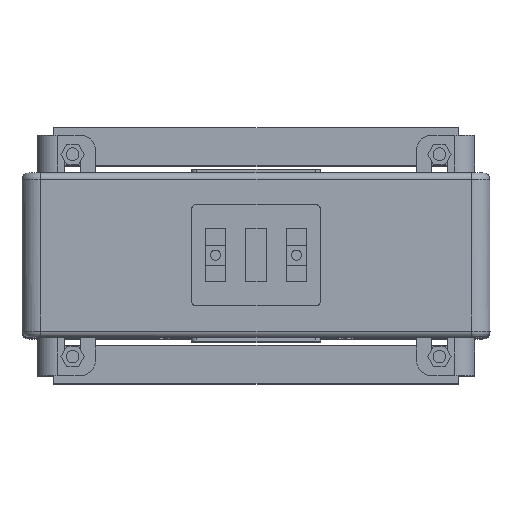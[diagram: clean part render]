
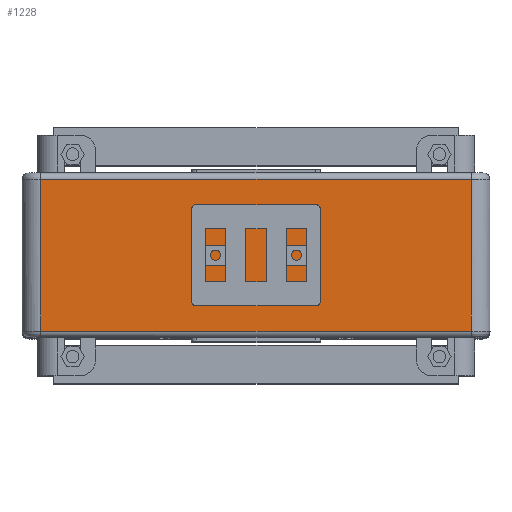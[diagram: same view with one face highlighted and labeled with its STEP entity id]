
A CAD part, top view. The second image highlights one B-rep face of the part: STEP entity #1228.
In plain terms, the highlighted planar face has unit normal (0, 0, 1).
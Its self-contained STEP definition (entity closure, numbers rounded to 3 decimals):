
#1017=B_SPLINE_CURVE_WITH_KNOTS('',3,(#16468,#16469,#16470,#16471),
 .UNSPECIFIED.,.F.,.F.,(4,4),(0.,1.),.UNSPECIFIED.);
#1020=B_SPLINE_CURVE_WITH_KNOTS('',3,(#16521,#16522,#16523,#16524),
 .UNSPECIFIED.,.F.,.F.,(4,4),(0.,1.),.UNSPECIFIED.);
#1021=B_SPLINE_CURVE_WITH_KNOTS('',3,(#16542,#16543,#16544,#16545),
 .UNSPECIFIED.,.F.,.F.,(4,4),(0.,1.),.UNSPECIFIED.);
#1025=B_SPLINE_CURVE_WITH_KNOTS('',3,(#16700,#16701,#16702,#16703),
 .UNSPECIFIED.,.F.,.F.,(4,4),(0.,1.),.UNSPECIFIED.);
#1228=ADVANCED_FACE('',(#2343),#1862,.T.);
#1862=PLANE('',#12257);
#2343=FACE_OUTER_BOUND('',#2939,.T.);
#2939=EDGE_LOOP('',(#3794,#3795,#3796,#3797));
#3794=ORIENTED_EDGE('',*,*,#8095,.T.);
#3795=ORIENTED_EDGE('',*,*,#8098,.F.);
#3796=ORIENTED_EDGE('',*,*,#8089,.F.);
#3797=ORIENTED_EDGE('',*,*,#8106,.F.);
#6981=VERTEX_POINT('',#16472);
#6982=VERTEX_POINT('',#16473);
#6987=VERTEX_POINT('',#16520);
#6988=VERTEX_POINT('',#16525);
#8089=EDGE_CURVE('',#6981,#6982,#1017,.T.);
#8095=EDGE_CURVE('',#6988,#6987,#1020,.T.);
#8098=EDGE_CURVE('',#6982,#6987,#1021,.T.);
#8106=EDGE_CURVE('',#6988,#6981,#1025,.T.);
#12257=AXIS2_PLACEMENT_3D('',#16704,#13081,#13082);
#13081=DIRECTION('',(0.,0.,1.));
#13082=DIRECTION('',(-1.,0.,0.));
#16468=CARTESIAN_POINT('',(177.5,62.5,368.));
#16469=CARTESIAN_POINT('',(177.5,42.5,368.));
#16470=CARTESIAN_POINT('',(177.5,22.5,368.));
#16471=CARTESIAN_POINT('',(177.5,2.5,368.));
#16472=CARTESIAN_POINT('',(177.5,62.5,368.));
#16473=CARTESIAN_POINT('',(177.5,2.5,368.));
#16520=CARTESIAN_POINT('',(7.5,2.5,368.));
#16521=CARTESIAN_POINT('',(7.5,62.5,368.));
#16522=CARTESIAN_POINT('',(7.5,42.5,368.));
#16523=CARTESIAN_POINT('',(7.5,22.5,368.));
#16524=CARTESIAN_POINT('',(7.5,2.5,368.));
#16525=CARTESIAN_POINT('',(7.5,62.5,368.));
#16542=CARTESIAN_POINT('',(177.5,2.5,368.));
#16543=CARTESIAN_POINT('',(120.833,2.5,368.));
#16544=CARTESIAN_POINT('',(64.167,2.5,368.));
#16545=CARTESIAN_POINT('',(7.5,2.5,368.));
#16700=CARTESIAN_POINT('',(7.5,62.5,368.));
#16701=CARTESIAN_POINT('',(64.167,62.5,368.));
#16702=CARTESIAN_POINT('',(120.833,62.5,368.));
#16703=CARTESIAN_POINT('',(177.5,62.5,368.));
#16704=CARTESIAN_POINT('',(177.5,62.5,368.));
